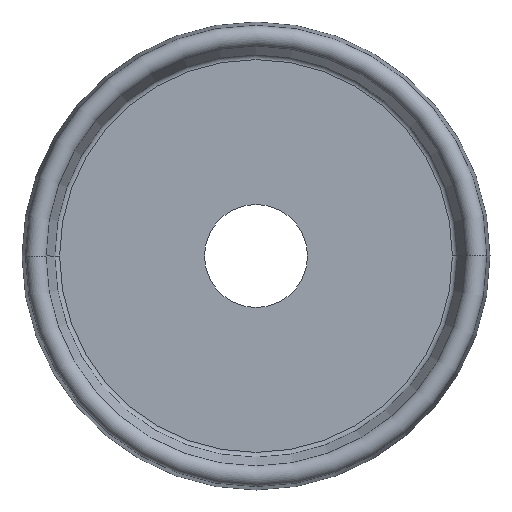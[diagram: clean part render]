
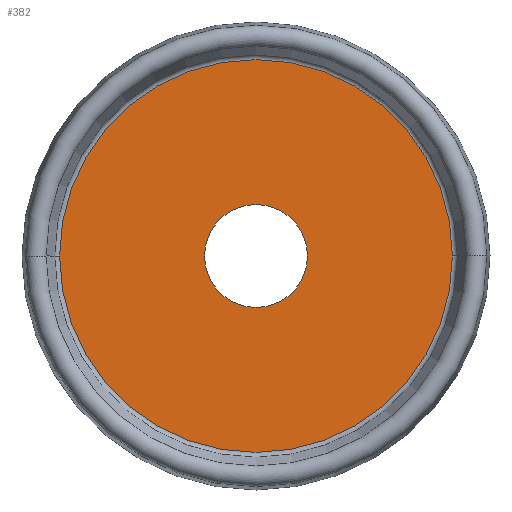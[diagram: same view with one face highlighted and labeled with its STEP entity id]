
A CAD part, left-side view. The second image highlights one B-rep face of the part: STEP entity #382.
In plain terms, the highlighted planar face has unit normal (-1, 0, 0).
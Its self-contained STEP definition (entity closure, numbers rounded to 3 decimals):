
#12 = CARTESIAN_POINT ( 'NONE',  ( -0.9, 0., 0. ) ) ;
#20 = AXIS2_PLACEMENT_3D ( 'NONE', #36, #384, #350 ) ;
#36 = CARTESIAN_POINT ( 'NONE',  ( -0.9, 0., 0. ) ) ;
#68 = CARTESIAN_POINT ( 'NONE',  ( -0.9, 2.385, 0. ) ) ;
#77 = DIRECTION ( 'NONE',  ( 0., -1., 0. ) ) ;
#103 = DIRECTION ( 'NONE',  ( 1., 0., 0. ) ) ;
#131 = PLANE ( 'NONE',  #469 ) ;
#139 = DIRECTION ( 'NONE',  ( 0., 1., 0. ) ) ;
#143 = DIRECTION ( 'NONE',  ( 0., 1., 0. ) ) ;
#180 = AXIS2_PLACEMENT_3D ( 'NONE', #12, #534, #139 ) ;
#182 = FACE_BOUND ( 'NONE', #254, .T. ) ;
#205 = ORIENTED_EDGE ( 'NONE', *, *, #305, .T. ) ;
#215 = CARTESIAN_POINT ( 'NONE',  ( -0.9, -2.385, 0. ) ) ;
#233 = EDGE_CURVE ( 'NONE', #490, #475, #321, .T. ) ;
#248 = AXIS2_PLACEMENT_3D ( 'NONE', #494, #103, #143 ) ;
#254 = EDGE_LOOP ( 'NONE', ( #205, #277 ) ) ;
#277 = ORIENTED_EDGE ( 'NONE', *, *, #233, .T. ) ;
#305 = EDGE_CURVE ( 'NONE', #475, #490, #372, .T. ) ;
#309 = CARTESIAN_POINT ( 'NONE',  ( -0.9, 2.385, 0. ) ) ;
#321 = CIRCLE ( 'NONE', #180, 2.385 ) ;
#333 = CARTESIAN_POINT ( 'NONE',  ( -0.9, 9.097, 0. ) ) ;
#335 = CARTESIAN_POINT ( 'NONE',  ( -0.9, 0., 0. ) ) ;
#350 = DIRECTION ( 'NONE',  ( 0., 1., 0. ) ) ;
#359 = VERTEX_POINT ( 'NONE', #567 ) ;
#372 = CIRCLE ( 'NONE', #248, 2.385 ) ;
#382 = ADVANCED_FACE ( 'NONE', ( #182, #430 ), #131, .T. ) ;
#384 = DIRECTION ( 'NONE',  ( 1., 0., 0. ) ) ;
#393 = CIRCLE ( 'NONE', #458, 9.097 ) ;
#400 = EDGE_CURVE ( 'NONE', #506, #359, #426, .T. ) ;
#417 = EDGE_LOOP ( 'NONE', ( #461, #525 ) ) ;
#426 = CIRCLE ( 'NONE', #20, 9.097 ) ;
#430 = FACE_OUTER_BOUND ( 'NONE', #417, .T. ) ;
#458 = AXIS2_PLACEMENT_3D ( 'NONE', #335, #505, #512 ) ;
#461 = ORIENTED_EDGE ( 'NONE', *, *, #400, .F. ) ;
#469 = AXIS2_PLACEMENT_3D ( 'NONE', #309, #482, #77 ) ;
#475 = VERTEX_POINT ( 'NONE', #68 ) ;
#482 = DIRECTION ( 'NONE',  ( -1., 0., 0. ) ) ;
#490 = VERTEX_POINT ( 'NONE', #215 ) ;
#494 = CARTESIAN_POINT ( 'NONE',  ( -0.9, 0., 0. ) ) ;
#505 = DIRECTION ( 'NONE',  ( 1., 0., 0. ) ) ;
#506 = VERTEX_POINT ( 'NONE', #333 ) ;
#512 = DIRECTION ( 'NONE',  ( 0., 1., 0. ) ) ;
#523 = EDGE_CURVE ( 'NONE', #359, #506, #393, .T. ) ;
#525 = ORIENTED_EDGE ( 'NONE', *, *, #523, .F. ) ;
#534 = DIRECTION ( 'NONE',  ( 1., 0., 0. ) ) ;
#567 = CARTESIAN_POINT ( 'NONE',  ( -0.9, -9.097, 0. ) ) ;
